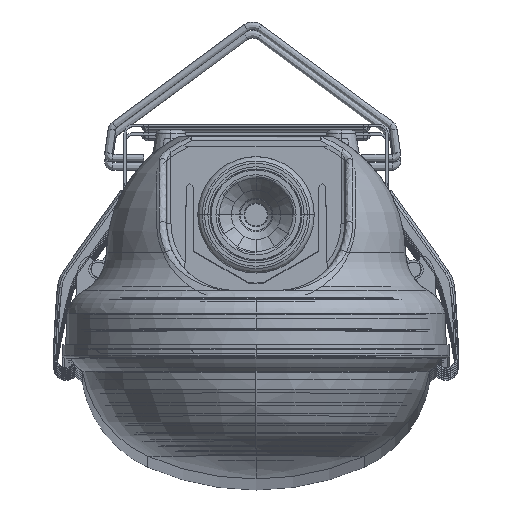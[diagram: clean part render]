
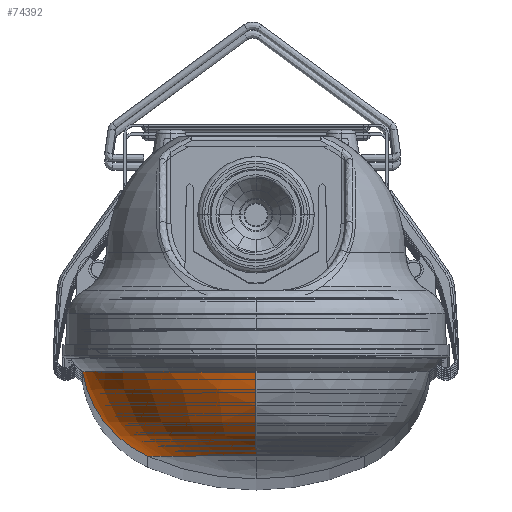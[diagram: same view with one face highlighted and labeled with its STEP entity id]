
A CAD part, top view. The second image highlights one B-rep face of the part: STEP entity #74392.
In plain terms, the highlighted toroidal (fillet/blend) face has major radius 14.113 mm and minor radius 25 mm.
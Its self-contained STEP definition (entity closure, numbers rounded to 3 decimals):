
#13119 = DIRECTION ( 'NONE',  ( 0., -1., 0. ) ) ;
#19713 = CARTESIAN_POINT ( 'NONE',  ( 0., -2.028, 721.113 ) ) ;
#34677 = CARTESIAN_POINT ( 'NONE',  ( 0., -6., 745.796 ) ) ;
#36182 = TOROIDAL_SURFACE ( 'NONE', #85369, 14.113, 25. ) ;
#37994 = VERTEX_POINT ( 'NONE', #34677 ) ;
#46352 = ORIENTED_EDGE ( 'NONE', *, *, #57232, .F. ) ;
#47305 = CARTESIAN_POINT ( 'NONE',  ( -14.113, -2.028, 707. ) ) ;
#57232 = EDGE_CURVE ( 'NONE', #212093, #126482, #184350, .T. ) ;
#57752 = ORIENTED_EDGE ( 'NONE', *, *, #113721, .T. ) ;
#59771 = DIRECTION ( 'NONE',  ( 0., 0., -1. ) ) ;
#69431 = DIRECTION ( 'NONE',  ( -1., 0., 0. ) ) ;
#72565 = DIRECTION ( 'NONE',  ( 1., 0., 0. ) ) ;
#74392 = ADVANCED_FACE ( 'NONE', ( #130855 ), #36182, .T. ) ;
#75413 = CIRCLE ( 'NONE', #198428, 38.796 ) ;
#75507 = CARTESIAN_POINT ( 'NONE',  ( 0., -24.906, 731.194 ) ) ;
#80324 = DIRECTION ( 'NONE',  ( 0., 0., -1. ) ) ;
#83779 = DIRECTION ( 'NONE',  ( 0., 1., 0. ) ) ;
#85369 = AXIS2_PLACEMENT_3D ( 'NONE', #163951, #13119, #80324 ) ;
#88390 = ORIENTED_EDGE ( 'NONE', *, *, #122662, .T. ) ;
#91236 = CARTESIAN_POINT ( 'NONE',  ( 0., -6., 707. ) ) ;
#107058 = AXIS2_PLACEMENT_3D ( 'NONE', #47305, #59771, #125756 ) ;
#113721 = EDGE_CURVE ( 'NONE', #212093, #140258, #165289, .T. ) ;
#119476 = EDGE_LOOP ( 'NONE', ( #172819, #88390, #46352, #57752 ) ) ;
#122662 = EDGE_CURVE ( 'NONE', #37994, #126482, #75413, .T. ) ;
#125330 = CARTESIAN_POINT ( 'NONE',  ( -38.795, -6.007, 707. ) ) ;
#125610 = EDGE_CURVE ( 'NONE', #37994, #140258, #148251, .T. ) ;
#125756 = DIRECTION ( 'NONE',  ( -0.403, -0.915, 0. ) ) ;
#126482 = VERTEX_POINT ( 'NONE', #125330 ) ;
#130855 = FACE_OUTER_BOUND ( 'NONE', #119476, .T. ) ;
#140258 = VERTEX_POINT ( 'NONE', #75507 ) ;
#141810 = DIRECTION ( 'NONE',  ( 0., -1., 0. ) ) ;
#148251 = CIRCLE ( 'NONE', #187421, 25. ) ;
#149794 = CARTESIAN_POINT ( 'NONE',  ( 0., -24.906, 707. ) ) ;
#159404 = DIRECTION ( 'NONE',  ( 1., 0., 0. ) ) ;
#163951 = CARTESIAN_POINT ( 'NONE',  ( 0., -2.028, 707. ) ) ;
#165289 = CIRCLE ( 'NONE', #182907, 24.194 ) ;
#166795 = CARTESIAN_POINT ( 'NONE',  ( -24.194, -24.906, 707. ) ) ;
#172819 = ORIENTED_EDGE ( 'NONE', *, *, #125610, .F. ) ;
#173783 = DIRECTION ( 'NONE',  ( 0., 0., -1. ) ) ;
#182907 = AXIS2_PLACEMENT_3D ( 'NONE', #149794, #83779, #69431 ) ;
#184350 = CIRCLE ( 'NONE', #107058, 25. ) ;
#187421 = AXIS2_PLACEMENT_3D ( 'NONE', #19713, #72565, #173783 ) ;
#198428 = AXIS2_PLACEMENT_3D ( 'NONE', #91236, #141810, #159404 ) ;
#212093 = VERTEX_POINT ( 'NONE', #166795 ) ;
